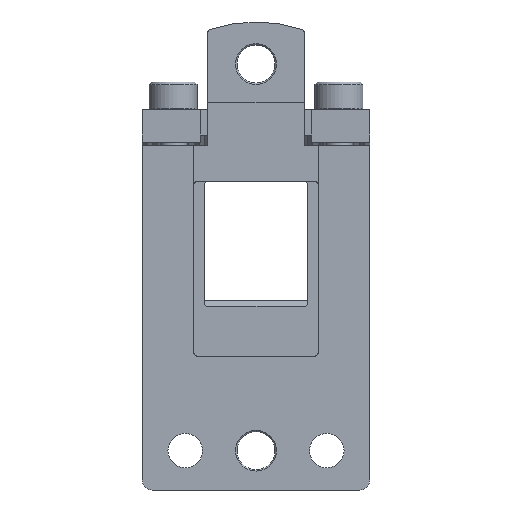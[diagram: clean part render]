
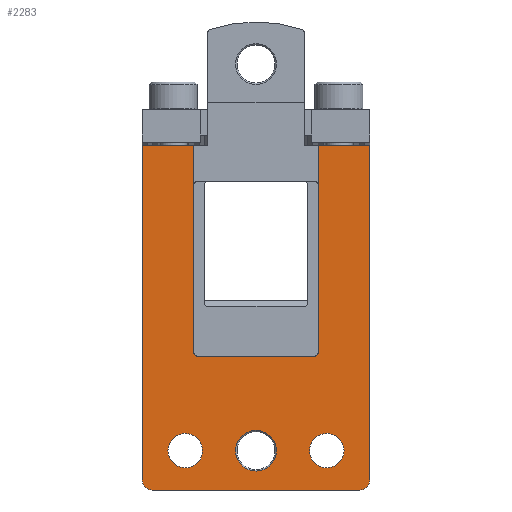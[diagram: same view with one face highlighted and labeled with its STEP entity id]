
A CAD part, front view. The second image highlights one B-rep face of the part: STEP entity #2283.
In plain terms, the highlighted planar face has unit normal (0, -1, 0).
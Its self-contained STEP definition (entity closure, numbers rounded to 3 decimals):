
#130=LINE('',#3434,#337);
#131=LINE('',#3437,#338);
#132=LINE('',#3439,#339);
#133=LINE('',#3443,#340);
#134=LINE('',#3447,#341);
#135=LINE('',#3449,#342);
#136=LINE('',#3451,#343);
#137=LINE('',#3455,#344);
#337=VECTOR('',#2721,1000.);
#338=VECTOR('',#2722,1000.);
#339=VECTOR('',#2723,1000.);
#340=VECTOR('',#2726,1000.);
#341=VECTOR('',#2729,1000.);
#342=VECTOR('',#2730,1000.);
#343=VECTOR('',#2731,1000.);
#344=VECTOR('',#2734,1000.);
#544=ORIENTED_EDGE('',*,*,#1198,.T.);
#545=ORIENTED_EDGE('',*,*,#1199,.T.);
#546=ORIENTED_EDGE('',*,*,#1200,.F.);
#547=ORIENTED_EDGE('',*,*,#1201,.T.);
#548=ORIENTED_EDGE('',*,*,#1202,.F.);
#549=ORIENTED_EDGE('',*,*,#1203,.T.);
#550=ORIENTED_EDGE('',*,*,#1204,.F.);
#551=ORIENTED_EDGE('',*,*,#1205,.F.);
#552=ORIENTED_EDGE('',*,*,#1206,.F.);
#553=ORIENTED_EDGE('',*,*,#1207,.F.);
#554=ORIENTED_EDGE('',*,*,#1208,.F.);
#555=ORIENTED_EDGE('',*,*,#1209,.T.);
#556=ORIENTED_EDGE('',*,*,#1210,.T.);
#557=ORIENTED_EDGE('',*,*,#1211,.T.);
#558=ORIENTED_EDGE('',*,*,#1212,.T.);
#1198=EDGE_CURVE('',#1525,#1525,#1752,.T.);
#1199=EDGE_CURVE('',#1526,#1526,#1753,.T.);
#1200=EDGE_CURVE('',#1527,#1527,#1754,.T.);
#1201=EDGE_CURVE('',#1528,#1529,#130,.T.);
#1202=EDGE_CURVE('',#1530,#1529,#131,.T.);
#1203=EDGE_CURVE('',#1530,#1531,#132,.T.);
#1204=EDGE_CURVE('',#1532,#1531,#1755,.T.);
#1205=EDGE_CURVE('',#1533,#1532,#133,.T.);
#1206=EDGE_CURVE('',#1534,#1533,#1756,.T.);
#1207=EDGE_CURVE('',#1535,#1534,#134,.T.);
#1208=EDGE_CURVE('',#1536,#1535,#135,.T.);
#1209=EDGE_CURVE('',#1536,#1537,#136,.T.);
#1210=EDGE_CURVE('',#1537,#1538,#1757,.T.);
#1211=EDGE_CURVE('',#1538,#1539,#137,.T.);
#1212=EDGE_CURVE('',#1539,#1528,#1758,.T.);
#1525=VERTEX_POINT('',#3429);
#1526=VERTEX_POINT('',#3431);
#1527=VERTEX_POINT('',#3433);
#1528=VERTEX_POINT('',#3435);
#1529=VERTEX_POINT('',#3436);
#1530=VERTEX_POINT('',#3438);
#1531=VERTEX_POINT('',#3440);
#1532=VERTEX_POINT('',#3442);
#1533=VERTEX_POINT('',#3444);
#1534=VERTEX_POINT('',#3446);
#1535=VERTEX_POINT('',#3448);
#1536=VERTEX_POINT('',#3450);
#1537=VERTEX_POINT('',#3452);
#1538=VERTEX_POINT('',#3454);
#1539=VERTEX_POINT('',#3456);
#1752=CIRCLE('',#2459,2.5);
#1753=CIRCLE('',#2460,2.5);
#1754=CIRCLE('',#2461,2.95);
#1755=CIRCLE('',#2462,1.5);
#1756=CIRCLE('',#2463,1.5);
#1757=CIRCLE('',#2464,0.5);
#1758=CIRCLE('',#2465,0.5);
#1838=EDGE_LOOP('',(#544));
#1839=EDGE_LOOP('',(#545));
#1840=EDGE_LOOP('',(#546));
#1841=EDGE_LOOP('',(#547,#548,#549,#550,#551,#552,#553,#554,#555,#556,#557,
#558));
#2017=FACE_BOUND('',#1838,.T.);
#2018=FACE_BOUND('',#1839,.T.);
#2019=FACE_BOUND('',#1840,.T.);
#2020=FACE_BOUND('',#1841,.T.);
#2199=PLANE('',#2458);
#2283=ADVANCED_FACE('',(#2017,#2018,#2019,#2020),#2199,.F.);
#2458=AXIS2_PLACEMENT_3D('',#3427,#2713,#2714);
#2459=AXIS2_PLACEMENT_3D('',#3428,#2715,#2716);
#2460=AXIS2_PLACEMENT_3D('',#3430,#2717,#2718);
#2461=AXIS2_PLACEMENT_3D('',#3432,#2719,#2720);
#2462=AXIS2_PLACEMENT_3D('',#3441,#2724,#2725);
#2463=AXIS2_PLACEMENT_3D('',#3445,#2727,#2728);
#2464=AXIS2_PLACEMENT_3D('',#3453,#2732,#2733);
#2465=AXIS2_PLACEMENT_3D('',#3457,#2735,#2736);
#2713=DIRECTION('',(0.,1.,0.));
#2714=DIRECTION('',(0.,0.,1.));
#2715=DIRECTION('',(0.,1.,0.));
#2716=DIRECTION('',(0.,0.,1.));
#2717=DIRECTION('',(0.,1.,0.));
#2718=DIRECTION('',(0.,0.,1.));
#2719=DIRECTION('',(0.,-1.,0.));
#2720=DIRECTION('',(0.,0.,-1.));
#2721=DIRECTION('',(0.,0.,1.));
#2722=DIRECTION('',(1.,0.,0.));
#2723=DIRECTION('',(0.,0.,-1.));
#2724=DIRECTION('',(0.,1.,0.));
#2725=DIRECTION('',(1.,0.,0.));
#2726=DIRECTION('',(-1.,0.,0.));
#2727=DIRECTION('',(0.,1.,0.));
#2728=DIRECTION('',(1.,0.,0.));
#2729=DIRECTION('',(0.,0.,-1.));
#2730=DIRECTION('',(1.,0.,0.));
#2731=DIRECTION('',(0.,0.,-1.));
#2732=DIRECTION('',(0.,1.,0.));
#2733=DIRECTION('',(1.,0.,0.));
#2734=DIRECTION('',(-1.,0.,0.));
#2735=DIRECTION('',(0.,1.,0.));
#2736=DIRECTION('',(1.,0.,0.));
#3427=CARTESIAN_POINT('',(16.5,0.,0.));
#3428=CARTESIAN_POINT('',(10.25,0.,-62.1));
#3429=CARTESIAN_POINT('',(10.25,0.,-59.6));
#3430=CARTESIAN_POINT('',(-10.25,0.,-62.1));
#3431=CARTESIAN_POINT('',(-10.25,0.,-59.6));
#3432=CARTESIAN_POINT('',(0.,0.,-62.1));
#3433=CARTESIAN_POINT('',(0.,0.,-65.05));
#3434=CARTESIAN_POINT('',(-9.,0.,-47.9));
#3435=CARTESIAN_POINT('',(-9.,0.,-47.9));
#3436=CARTESIAN_POINT('',(-9.,0.,-17.9));
#3437=CARTESIAN_POINT('',(-16.5,0.,-17.9));
#3438=CARTESIAN_POINT('',(-16.5,0.,-17.9));
#3439=CARTESIAN_POINT('',(-16.5,0.,0.));
#3440=CARTESIAN_POINT('',(-16.5,0.,-66.3));
#3441=CARTESIAN_POINT('',(-15.,0.,-66.3));
#3442=CARTESIAN_POINT('',(-15.,0.,-67.8));
#3443=CARTESIAN_POINT('',(16.5,0.,-67.8));
#3444=CARTESIAN_POINT('',(15.,0.,-67.8));
#3445=CARTESIAN_POINT('',(15.,0.,-66.3));
#3446=CARTESIAN_POINT('',(16.5,0.,-66.3));
#3447=CARTESIAN_POINT('',(16.5,0.,0.));
#3448=CARTESIAN_POINT('',(16.5,0.,-17.9));
#3449=CARTESIAN_POINT('',(7.,0.,-17.9));
#3450=CARTESIAN_POINT('',(9.,0.,-17.9));
#3451=CARTESIAN_POINT('',(9.,0.,-23.6));
#3452=CARTESIAN_POINT('',(9.,0.,-47.9));
#3453=CARTESIAN_POINT('',(8.5,0.,-47.9));
#3454=CARTESIAN_POINT('',(8.5,0.,-48.4));
#3455=CARTESIAN_POINT('',(8.5,0.,-48.4));
#3456=CARTESIAN_POINT('',(-8.5,0.,-48.4));
#3457=CARTESIAN_POINT('',(-8.5,0.,-47.9));
